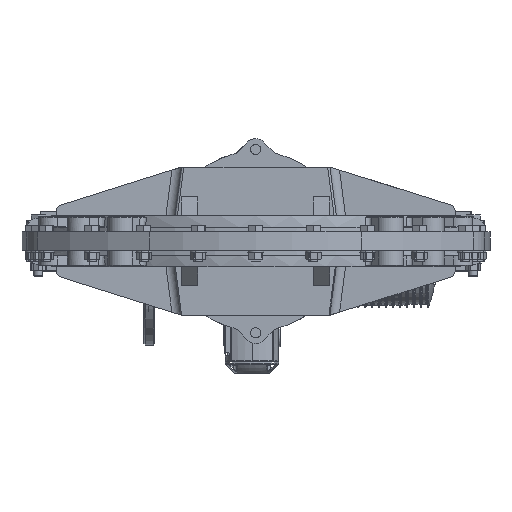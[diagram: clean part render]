
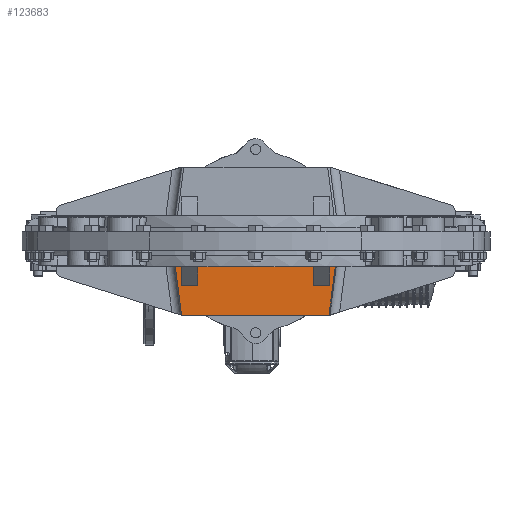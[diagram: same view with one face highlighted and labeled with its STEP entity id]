
A CAD part, front view. The second image highlights one B-rep face of the part: STEP entity #123683.
In plain terms, the highlighted planar face has unit normal (0, -1, 0).
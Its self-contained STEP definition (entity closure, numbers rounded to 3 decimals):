
#2106 = LINE ( 'NONE', #119037, #69433 ) ;
#4694 = LINE ( 'NONE', #35559, #29975 ) ;
#4695 = LINE ( 'NONE', #35569, #29977 ) ;
#29975 = VECTOR ( 'NONE', #35560, 1000. ) ;
#29977 = VECTOR ( 'NONE', #35570, 1000. ) ;
#35000 = VECTOR ( 'NONE', #211528, 1000. ) ;
#35001 = VECTOR ( 'NONE', #211535, 1000. ) ;
#35002 = VECTOR ( 'NONE', #211543, 1000. ) ;
#35163 = VECTOR ( 'NONE', #61101, 1000. ) ;
#35164 = VECTOR ( 'NONE', #61096, 1000. ) ;
#35193 = VECTOR ( 'NONE', #61253, 1000. ) ;
#35201 = VECTOR ( 'NONE', #61278, 1000. ) ;
#35559 = CARTESIAN_POINT ( 'NONE',  ( -160., 645., -160. ) ) ;
#35560 = DIRECTION ( 'NONE',  ( -1., 0., 0. ) ) ;
#35569 = CARTESIAN_POINT ( 'NONE',  ( 193.349, 645., 107.934 ) ) ;
#35570 = DIRECTION ( 'NONE',  ( 0.131, 0., 0.991 ) ) ;
#41953 = CARTESIAN_POINT ( 'NONE',  ( 173.083, 645., -46. ) ) ;
#42923 = CARTESIAN_POINT ( 'NONE',  ( 160., 645., -95.625 ) ) ;
#42926 = DIRECTION ( 'NONE',  ( 0., 0., -1. ) ) ;
#43541 = CARTESIAN_POINT ( 'NONE',  ( 158.075, 645., -160. ) ) ;
#46002 = CARTESIAN_POINT ( 'NONE',  ( -175.008, 645., -46. ) ) ;
#46003 = CARTESIAN_POINT ( 'NONE',  ( -160., 645., -160. ) ) ;
#55461 = EDGE_CURVE ( 'NONE', #83296, #83467, #63391, .T. ) ;
#55462 = EDGE_CURVE ( 'NONE', #83364, #125832, #63393, .T. ) ;
#55486 = EDGE_CURVE ( 'NONE', #83528, #83296, #63436, .T. ) ;
#55489 = EDGE_CURVE ( 'NONE', #125718, #83364, #63440, .T. ) ;
#55646 = EDGE_CURVE ( 'NONE', #83660, #83238, #178246, .T. ) ;
#55647 = EDGE_CURVE ( 'NONE', #82946, #125832, #178247, .T. ) ;
#55648 = EDGE_CURVE ( 'NONE', #82946, #156909, #178248, .T. ) ;
#61094 = CARTESIAN_POINT ( 'NONE',  ( 125., 645., -95.625 ) ) ;
#61096 = DIRECTION ( 'NONE',  ( 1., 0., 0. ) ) ;
#61099 = CARTESIAN_POINT ( 'NONE',  ( -125., 645., -95.625 ) ) ;
#61101 = DIRECTION ( 'NONE',  ( -1., 0., 0. ) ) ;
#61251 = CARTESIAN_POINT ( 'NONE',  ( 125., 645., -95.625 ) ) ;
#61253 = DIRECTION ( 'NONE',  ( 0., 0., -1. ) ) ;
#61275 = CARTESIAN_POINT ( 'NONE',  ( -125., 645., -95.625 ) ) ;
#61278 = DIRECTION ( 'NONE',  ( 0., 0., -1. ) ) ;
#62956 = ORIENTED_EDGE ( 'NONE', *, *, #132015, .T. ) ;
#62998 = ORIENTED_EDGE ( 'NONE', *, *, #55646, .T. ) ;
#63005 = ORIENTED_EDGE ( 'NONE', *, *, #55462, .T. ) ;
#63014 = ORIENTED_EDGE ( 'NONE', *, *, #85414, .T. ) ;
#63120 = ORIENTED_EDGE ( 'NONE', *, *, #55648, .T. ) ;
#63275 = ORIENTED_EDGE ( 'NONE', *, *, #55489, .T. ) ;
#63278 = ORIENTED_EDGE ( 'NONE', *, *, #55461, .F. ) ;
#63391 = LINE ( 'NONE', #61094, #35164 ) ;
#63393 = LINE ( 'NONE', #61099, #35163 ) ;
#63436 = LINE ( 'NONE', #61251, #35193 ) ;
#63440 = LINE ( 'NONE', #61275, #35201 ) ;
#63490 = ORIENTED_EDGE ( 'NONE', *, *, #55486, .F. ) ;
#63514 = ORIENTED_EDGE ( 'NONE', *, *, #85147, .T. ) ;
#63517 = ORIENTED_EDGE ( 'NONE', *, *, #132013, .F. ) ;
#63563 = ORIENTED_EDGE ( 'NONE', *, *, #55647, .F. ) ;
#63693 = ORIENTED_EDGE ( 'NONE', *, *, #127081, .F. ) ;
#69433 = VECTOR ( 'NONE', #119038, 1000. ) ;
#73501 = EDGE_LOOP ( 'NONE', ( #63563, #63120, #63693, #63517, #62956, #62998, #63514, #63278, #63490, #63014, #63275, #63005 ) ) ;
#82946 = VERTEX_POINT ( 'NONE', #149004 ) ;
#83238 = VERTEX_POINT ( 'NONE', #149139 ) ;
#83296 = VERTEX_POINT ( 'NONE', #149166 ) ;
#83364 = VERTEX_POINT ( 'NONE', #149197 ) ;
#83467 = VERTEX_POINT ( 'NONE', #149245 ) ;
#83528 = VERTEX_POINT ( 'NONE', #149273 ) ;
#83660 = VERTEX_POINT ( 'NONE', #41953 ) ;
#85147 = EDGE_CURVE ( 'NONE', #83238, #83467, #172258, .T. ) ;
#85414 = EDGE_CURVE ( 'NONE', #83528, #125718, #138153, .T. ) ;
#108403 = PLANE ( 'NONE',  #166370 ) ;
#108405 = CARTESIAN_POINT ( 'NONE',  ( -202.129, 645., 160. ) ) ;
#108407 = DIRECTION ( 'NONE',  ( 0., 1., 0. ) ) ;
#108409 = DIRECTION ( 'NONE',  ( 0., 0., 1. ) ) ;
#119037 = CARTESIAN_POINT ( 'NONE',  ( -160., 645., -160. ) ) ;
#119038 = DIRECTION ( 'NONE',  ( -0.131, 0., 0.991 ) ) ;
#123683 = ADVANCED_FACE ( 'NONE', ( #175905 ), #108403, .F. ) ;
#125718 = VERTEX_POINT ( 'NONE', #224355 ) ;
#125832 = VERTEX_POINT ( 'NONE', #224632 ) ;
#127081 = EDGE_CURVE ( 'NONE', #156911, #156909, #2106, .T. ) ;
#132013 = EDGE_CURVE ( 'NONE', #156411, #156911, #4694, .T. ) ;
#132015 = EDGE_CURVE ( 'NONE', #156411, #83660, #4695, .T. ) ;
#137135 = VECTOR ( 'NONE', #216365, 1000. ) ;
#138153 = LINE ( 'NONE', #216364, #137135 ) ;
#149004 = CARTESIAN_POINT ( 'NONE',  ( -160., 645., -46. ) ) ;
#149139 = CARTESIAN_POINT ( 'NONE',  ( 160., 645., -46. ) ) ;
#149166 = CARTESIAN_POINT ( 'NONE',  ( 125., 645., -95.625 ) ) ;
#149197 = CARTESIAN_POINT ( 'NONE',  ( -125., 645., -95.625 ) ) ;
#149245 = CARTESIAN_POINT ( 'NONE',  ( 160., 645., -95.625 ) ) ;
#149273 = CARTESIAN_POINT ( 'NONE',  ( 125., 645., -46. ) ) ;
#156411 = VERTEX_POINT ( 'NONE', #43541 ) ;
#156909 = VERTEX_POINT ( 'NONE', #46002 ) ;
#156911 = VERTEX_POINT ( 'NONE', #46003 ) ;
#166370 = AXIS2_PLACEMENT_3D ( 'NONE', #108405, #108407, #108409 ) ;
#172258 = LINE ( 'NONE', #42923, #225224 ) ;
#175905 = FACE_OUTER_BOUND ( 'NONE', #73501, .T. ) ;
#178246 = LINE ( 'NONE', #211526, #35000 ) ;
#178247 = LINE ( 'NONE', #211532, #35001 ) ;
#178248 = LINE ( 'NONE', #211540, #35002 ) ;
#211526 = CARTESIAN_POINT ( 'NONE',  ( -202.129, 645., -46. ) ) ;
#211528 = DIRECTION ( 'NONE',  ( -1., 0., 0. ) ) ;
#211532 = CARTESIAN_POINT ( 'NONE',  ( -160., 645., -95.625 ) ) ;
#211535 = DIRECTION ( 'NONE',  ( 0., 0., -1. ) ) ;
#211540 = CARTESIAN_POINT ( 'NONE',  ( -202.129, 645., -46. ) ) ;
#211543 = DIRECTION ( 'NONE',  ( -1., 0., 0. ) ) ;
#216364 = CARTESIAN_POINT ( 'NONE',  ( -202.129, 645., -46. ) ) ;
#216365 = DIRECTION ( 'NONE',  ( -1., 0., 0. ) ) ;
#224355 = CARTESIAN_POINT ( 'NONE',  ( -125., 645., -46. ) ) ;
#224632 = CARTESIAN_POINT ( 'NONE',  ( -160., 645., -95.625 ) ) ;
#225224 = VECTOR ( 'NONE', #42926, 1000. ) ;
